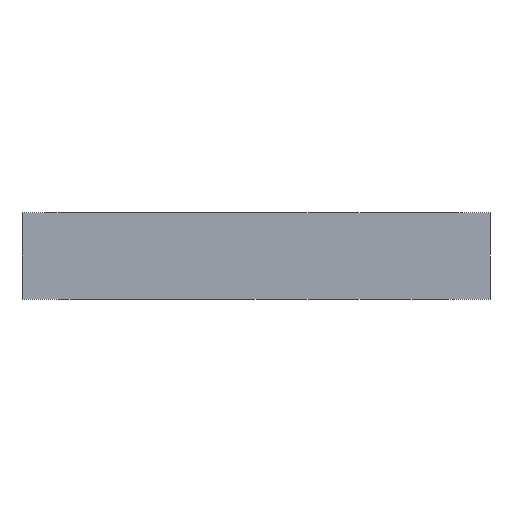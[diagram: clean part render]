
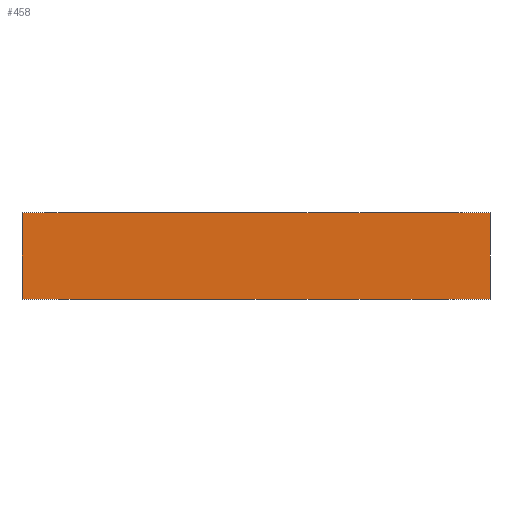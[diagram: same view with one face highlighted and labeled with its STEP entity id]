
A CAD part, front view. The second image highlights one B-rep face of the part: STEP entity #458.
In plain terms, the highlighted planar face has unit normal (0, -1, 0).
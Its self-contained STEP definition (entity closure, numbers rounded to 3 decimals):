
#32 = CARTESIAN_POINT ( 'NONE',  ( 0., 0., 10. ) ) ;
#61 = DIRECTION ( 'NONE',  ( 0., 0., -1. ) ) ;
#75 = DIRECTION ( 'NONE',  ( 0., 0., -1. ) ) ;
#110 = PLANE ( 'NONE',  #1160 ) ;
#112 = CARTESIAN_POINT ( 'NONE',  ( 54., 0., 10. ) ) ;
#146 = CARTESIAN_POINT ( 'NONE',  ( 0., 0., 0. ) ) ;
#156 = DIRECTION ( 'NONE',  ( 0., 1., 0. ) ) ;
#158 = CARTESIAN_POINT ( 'NONE',  ( 0., 0., 0. ) ) ;
#160 = DIRECTION ( 'NONE',  ( 0., 0., 1. ) ) ;
#182 = CARTESIAN_POINT ( 'NONE',  ( 0., 0., 10. ) ) ;
#187 = CARTESIAN_POINT ( 'NONE',  ( 54., 0., 10. ) ) ;
#217 = DIRECTION ( 'NONE',  ( 1., 0., 0. ) ) ;
#222 = CARTESIAN_POINT ( 'NONE',  ( 0., 0., 10. ) ) ;
#335 = DIRECTION ( 'NONE',  ( 1., 0., 0. ) ) ;
#355 = CARTESIAN_POINT ( 'NONE',  ( 54., 0., 0. ) ) ;
#411 = CARTESIAN_POINT ( 'NONE',  ( 0., 0., 10. ) ) ;
#458 = ADVANCED_FACE ( 'NONE', ( #879 ), #110, .F. ) ;
#471 = VERTEX_POINT ( 'NONE', #146 ) ;
#479 = VERTEX_POINT ( 'NONE', #112 ) ;
#483 = VERTEX_POINT ( 'NONE', #32 ) ;
#488 = VERTEX_POINT ( 'NONE', #355 ) ;
#547 = VECTOR ( 'NONE', #217, 1000. ) ;
#633 = ORIENTED_EDGE ( 'NONE', *, *, #1017, .T. ) ;
#669 = LINE ( 'NONE', #182, #811 ) ;
#730 = ORIENTED_EDGE ( 'NONE', *, *, #1015, .F. ) ;
#731 = ORIENTED_EDGE ( 'NONE', *, *, #1123, .T. ) ;
#739 = ORIENTED_EDGE ( 'NONE', *, *, #1167, .F. ) ;
#745 = LINE ( 'NONE', #411, #746 ) ;
#746 = VECTOR ( 'NONE', #335, 1000. ) ;
#811 = VECTOR ( 'NONE', #75, 1000. ) ;
#836 = LINE ( 'NONE', #187, #872 ) ;
#872 = VECTOR ( 'NONE', #61, 1000. ) ;
#879 = FACE_OUTER_BOUND ( 'NONE', #913, .T. ) ;
#913 = EDGE_LOOP ( 'NONE', ( #633, #739, #730, #731 ) ) ;
#956 = LINE ( 'NONE', #158, #547 ) ;
#1015 = EDGE_CURVE ( 'NONE', #483, #479, #745, .T. ) ;
#1017 = EDGE_CURVE ( 'NONE', #471, #488, #956, .T. ) ;
#1123 = EDGE_CURVE ( 'NONE', #483, #471, #669, .T. ) ;
#1160 = AXIS2_PLACEMENT_3D ( 'NONE', #222, #156, #160 ) ;
#1167 = EDGE_CURVE ( 'NONE', #479, #488, #836, .T. ) ;
